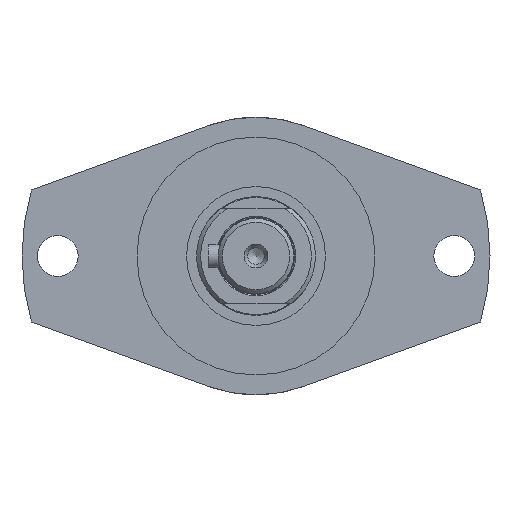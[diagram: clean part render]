
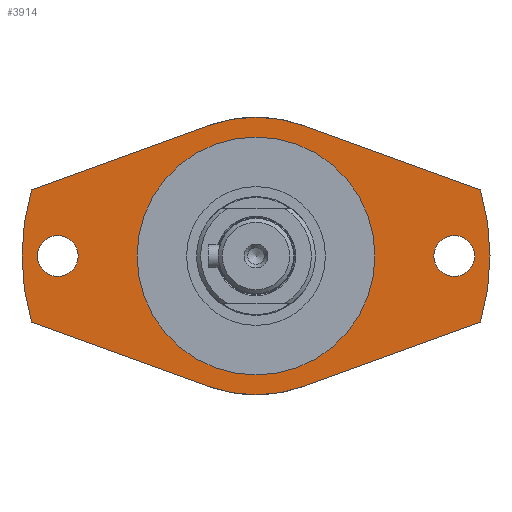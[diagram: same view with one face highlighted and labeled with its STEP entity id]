
A CAD part, left-side view. The second image highlights one B-rep face of the part: STEP entity #3914.
In plain terms, the highlighted planar face has unit normal (-1, 0, 0).
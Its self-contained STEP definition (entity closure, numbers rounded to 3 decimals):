
#95=FACE_BOUND('',#1259,.T.);
#96=FACE_BOUND('',#1260,.T.);
#97=FACE_BOUND('',#1261,.T.);
#370=LINE('',#5796,#679);
#371=LINE('',#5799,#680);
#372=LINE('',#5801,#681);
#373=LINE('',#5804,#682);
#679=VECTOR('',#4639,10.);
#680=VECTOR('',#4642,10.);
#681=VECTOR('',#4643,10.);
#682=VECTOR('',#4646,10.);
#1038=FACE_OUTER_BOUND('',#1258,.T.);
#1258=EDGE_LOOP('',(#2691,#2692,#2693,#2694,#2695,#2696,#2697,#2698));
#1259=EDGE_LOOP('',(#2699));
#1260=EDGE_LOOP('',(#2700));
#1261=EDGE_LOOP('',(#2701,#2702));
#1503=CIRCLE('',#4168,59.);
#1504=CIRCLE('',#4170,30.);
#1505=CIRCLE('',#4171,30.);
#1509=CIRCLE('',#4177,59.);
#1510=CIRCLE('',#4179,35.);
#1511=CIRCLE('',#4180,35.);
#1512=CIRCLE('',#4181,5.15);
#1513=CIRCLE('',#4182,5.15);
#1705=VERTEX_POINT('',#5769);
#1706=VERTEX_POINT('',#5771);
#1707=VERTEX_POINT('',#5775);
#1708=VERTEX_POINT('',#5776);
#1711=VERTEX_POINT('',#5786);
#1714=VERTEX_POINT('',#5791);
#1715=VERTEX_POINT('',#5795);
#1716=VERTEX_POINT('',#5797);
#1717=VERTEX_POINT('',#5800);
#1718=VERTEX_POINT('',#5802);
#1719=VERTEX_POINT('',#5805);
#1720=VERTEX_POINT('',#5807);
#2090=EDGE_CURVE('',#1705,#1706,#1503,.T.);
#2092=EDGE_CURVE('',#1707,#1708,#1504,.T.);
#2093=EDGE_CURVE('',#1708,#1707,#1505,.T.);
#2100=EDGE_CURVE('',#1714,#1711,#1509,.T.);
#2101=EDGE_CURVE('',#1705,#1715,#370,.T.);
#2102=EDGE_CURVE('',#1715,#1716,#1510,.T.);
#2103=EDGE_CURVE('',#1716,#1711,#371,.T.);
#2104=EDGE_CURVE('',#1714,#1717,#372,.T.);
#2105=EDGE_CURVE('',#1717,#1718,#1511,.T.);
#2106=EDGE_CURVE('',#1718,#1706,#373,.T.);
#2107=EDGE_CURVE('',#1719,#1719,#1512,.T.);
#2108=EDGE_CURVE('',#1720,#1720,#1513,.T.);
#2691=ORIENTED_EDGE('',*,*,#2101,.T.);
#2692=ORIENTED_EDGE('',*,*,#2102,.T.);
#2693=ORIENTED_EDGE('',*,*,#2103,.T.);
#2694=ORIENTED_EDGE('',*,*,#2100,.F.);
#2695=ORIENTED_EDGE('',*,*,#2104,.T.);
#2696=ORIENTED_EDGE('',*,*,#2105,.T.);
#2697=ORIENTED_EDGE('',*,*,#2106,.T.);
#2698=ORIENTED_EDGE('',*,*,#2090,.F.);
#2699=ORIENTED_EDGE('',*,*,#2107,.T.);
#2700=ORIENTED_EDGE('',*,*,#2108,.T.);
#2701=ORIENTED_EDGE('',*,*,#2092,.T.);
#2702=ORIENTED_EDGE('',*,*,#2093,.T.);
#3777=PLANE('',#4178);
#3914=ADVANCED_FACE('',(#1038,#95,#96,#97),#3777,.T.);
#4168=AXIS2_PLACEMENT_3D('',#5772,#4613,#4614);
#4170=AXIS2_PLACEMENT_3D('',#5777,#4618,#4619);
#4171=AXIS2_PLACEMENT_3D('',#5778,#4620,#4621);
#4177=AXIS2_PLACEMENT_3D('',#5793,#4635,#4636);
#4178=AXIS2_PLACEMENT_3D('',#5794,#4637,#4638);
#4179=AXIS2_PLACEMENT_3D('',#5798,#4640,#4641);
#4180=AXIS2_PLACEMENT_3D('',#5803,#4644,#4645);
#4181=AXIS2_PLACEMENT_3D('',#5806,#4647,#4648);
#4182=AXIS2_PLACEMENT_3D('',#5808,#4649,#4650);
#4613=DIRECTION('center_axis',(1.,0.,0.));
#4614=DIRECTION('ref_axis',(0.,1.,0.));
#4618=DIRECTION('center_axis',(1.,0.,0.));
#4619=DIRECTION('ref_axis',(0.,1.,0.));
#4620=DIRECTION('center_axis',(1.,0.,0.));
#4621=DIRECTION('ref_axis',(0.,1.,0.));
#4635=DIRECTION('center_axis',(1.,0.,0.));
#4636=DIRECTION('ref_axis',(0.,1.,0.));
#4637=DIRECTION('center_axis',(-1.,0.,0.));
#4638=DIRECTION('ref_axis',(0.,0.,
1.));
#4639=DIRECTION('',(0.,-0.94,-0.342));
#4640=DIRECTION('center_axis',(-1.,0.,0.));
#4641=DIRECTION('ref_axis',(0.,-0.342,0.94));
#4642=DIRECTION('',(0.,-0.94,0.342));
#4643=DIRECTION('',(0.,0.94,0.342));
#4644=DIRECTION('center_axis',(-1.,0.,0.));
#4645=DIRECTION('ref_axis',(0.,0.342,-0.94));
#4646=DIRECTION('',(0.,0.94,-0.342));
#4647=DIRECTION('center_axis',(1.,0.,0.));
#4648=DIRECTION('ref_axis',(0.,0.,
-1.));
#4649=DIRECTION('center_axis',(1.,0.,0.));
#4650=DIRECTION('ref_axis',(0.,0.,
-1.));
#5769=CARTESIAN_POINT('',(-155.,56.604,-16.644));
#5771=CARTESIAN_POINT('',(-155.,56.604,16.644));
#5772=CARTESIAN_POINT('Origin',(-155.,0.,0.));
#5775=CARTESIAN_POINT('',(-155.,30.,0.));
#5776=CARTESIAN_POINT('',(-155.,-30.,0.));
#5777=CARTESIAN_POINT('Origin',(-155.,0.,0.));
#5778=CARTESIAN_POINT('Origin',(-155.,0.,0.));
#5786=CARTESIAN_POINT('',(-155.,-56.604,-16.644));
#5791=CARTESIAN_POINT('',(-155.,-56.604,16.644));
#5793=CARTESIAN_POINT('Origin',(-155.,0.,0.));
#5794=CARTESIAN_POINT('Origin',(-155.,44.5,0.));
#5795=CARTESIAN_POINT('',(-155.,11.971,-32.889));
#5796=CARTESIAN_POINT('',(-155.,76.799,-9.294));
#5797=CARTESIAN_POINT('',(-155.,-11.971,-32.889));
#5798=CARTESIAN_POINT('Origin',(-155.,0.,0.));
#5799=CARTESIAN_POINT('',(-155.,7.677,-40.04));
#5800=CARTESIAN_POINT('',(-155.,-11.971,32.889));
#5801=CARTESIAN_POINT('',(-155.,-37.505,23.596));
#5802=CARTESIAN_POINT('',(-155.,11.971,32.889));
#5803=CARTESIAN_POINT('Origin',(-155.,0.,0.));
#5804=CARTESIAN_POINT('',(-155.,31.618,25.738));
#5805=CARTESIAN_POINT('',(-155.,-50.,5.15));
#5806=CARTESIAN_POINT('Origin',(-155.,-50.,0.));
#5807=CARTESIAN_POINT('',(-155.,50.,5.15));
#5808=CARTESIAN_POINT('Origin',(-155.,50.,0.));
